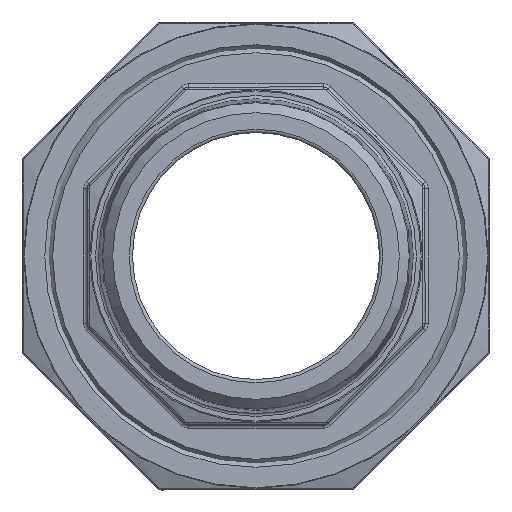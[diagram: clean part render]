
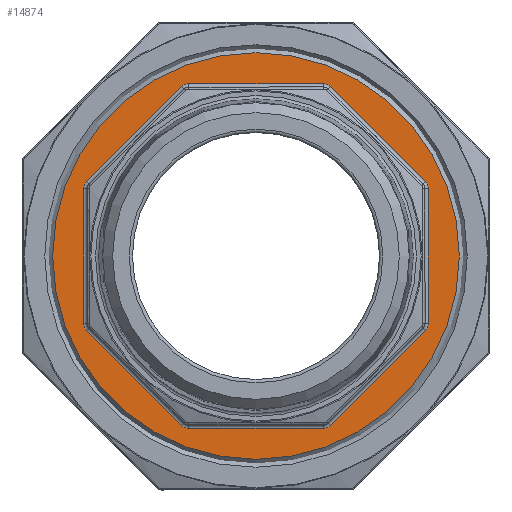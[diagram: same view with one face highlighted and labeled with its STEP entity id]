
A CAD part, left-side view. The second image highlights one B-rep face of the part: STEP entity #14874.
In plain terms, the highlighted planar face has unit normal (-1, 0, 0).
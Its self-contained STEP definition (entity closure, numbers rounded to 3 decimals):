
#119 = DIRECTION ( 'NONE',  ( 0., 0., -1. ) ) ;
#134 = EDGE_CURVE ( 'NONE', #1412, #9210, #5057, .T. ) ;
#255 = VECTOR ( 'NONE', #119, 1000. ) ;
#715 = ORIENTED_EDGE ( 'NONE', *, *, #7775, .T. ) ;
#732 = CARTESIAN_POINT ( 'NONE',  ( -13.5, 10.355, -25. ) ) ;
#785 = EDGE_CURVE ( 'NONE', #10692, #6722, #16180, .T. ) ;
#990 = CARTESIAN_POINT ( 'NONE',  ( -13.5, 25., -10.355 ) ) ;
#1023 = CARTESIAN_POINT ( 'NONE',  ( -13.5, -10.355, 25. ) ) ;
#1096 = CIRCLE ( 'NONE', #6326, 1.5 ) ;
#1364 = CARTESIAN_POINT ( 'NONE',  ( -13.5, 10.355, -26.5 ) ) ;
#1374 = CARTESIAN_POINT ( 'NONE',  ( -13.5, 0., 0. ) ) ;
#1412 = VERTEX_POINT ( 'NONE', #16678 ) ;
#1474 = CARTESIAN_POINT ( 'NONE',  ( -13.5, 11.416, -26.061 ) ) ;
#1582 = LINE ( 'NONE', #13998, #255 ) ;
#1586 = DIRECTION ( 'NONE',  ( 0., 0., -1. ) ) ;
#1711 = CARTESIAN_POINT ( 'NONE',  ( -13.5, -25., 10.355 ) ) ;
#1766 = ORIENTED_EDGE ( 'NONE', *, *, #2951, .T. ) ;
#2189 = AXIS2_PLACEMENT_3D ( 'NONE', #990, #11813, #18069 ) ;
#2257 = VECTOR ( 'NONE', #17492, 1000. ) ;
#2286 = DIRECTION ( 'NONE',  ( 1., 0., 0. ) ) ;
#2550 = EDGE_CURVE ( 'NONE', #14698, #1412, #11295, .T. ) ;
#2765 = CARTESIAN_POINT ( 'NONE',  ( -13.5, 26.061, 11.416 ) ) ;
#2903 = AXIS2_PLACEMENT_3D ( 'NONE', #1711, #18295, #4273 ) ;
#2951 = EDGE_CURVE ( 'NONE', #14085, #8063, #11061, .T. ) ;
#3156 = CARTESIAN_POINT ( 'NONE',  ( -13.5, -10.355, 26.5 ) ) ;
#3367 = ORIENTED_EDGE ( 'NONE', *, *, #134, .T. ) ;
#3517 = ORIENTED_EDGE ( 'NONE', *, *, #3564, .T. ) ;
#3564 = EDGE_CURVE ( 'NONE', #9210, #14918, #5219, .T. ) ;
#3566 = AXIS2_PLACEMENT_3D ( 'NONE', #13176, #8797, #7078 ) ;
#3892 = VERTEX_POINT ( 'NONE', #9095 ) ;
#4080 = DIRECTION ( 'NONE',  ( 0., -0.707, -0.707 ) ) ;
#4101 = DIRECTION ( 'NONE',  ( 0., 0., 1. ) ) ;
#4166 = LINE ( 'NONE', #16722, #16376 ) ;
#4189 = VERTEX_POINT ( 'NONE', #17240 ) ;
#4231 = DIRECTION ( 'NONE',  ( 1., 0., 0. ) ) ;
#4273 = DIRECTION ( 'NONE',  ( 0., 0., 1. ) ) ;
#4375 = VECTOR ( 'NONE', #15925, 1000. ) ;
#4429 = DIRECTION ( 'NONE',  ( 1., 0., 0. ) ) ;
#4560 = VERTEX_POINT ( 'NONE', #18445 ) ;
#4726 = PLANE ( 'NONE',  #20093 ) ;
#4751 = ORIENTED_EDGE ( 'NONE', *, *, #8432, .T. ) ;
#4853 = CARTESIAN_POINT ( 'NONE',  ( -13.5, 11.416, 26.061 ) ) ;
#4856 = CIRCLE ( 'NONE', #16928, 31.275 ) ;
#4964 = DIRECTION ( 'NONE',  ( 0., -1., 0. ) ) ;
#5057 = LINE ( 'NONE', #17412, #8016 ) ;
#5063 = ORIENTED_EDGE ( 'NONE', *, *, #5298, .T. ) ;
#5117 = CARTESIAN_POINT ( 'NONE',  ( -13.5, 26.5, 10.355 ) ) ;
#5203 = VERTEX_POINT ( 'NONE', #17261 ) ;
#5219 = CIRCLE ( 'NONE', #19292, 1.5 ) ;
#5298 = EDGE_CURVE ( 'NONE', #10562, #10692, #12491, .T. ) ;
#5529 = VERTEX_POINT ( 'NONE', #14427 ) ;
#5673 = CARTESIAN_POINT ( 'NONE',  ( -13.5, -11.416, -26.061 ) ) ;
#6126 = EDGE_CURVE ( 'NONE', #6722, #3892, #4166, .T. ) ;
#6258 = CARTESIAN_POINT ( 'NONE',  ( -13.5, -11.416, -26.061 ) ) ;
#6326 = AXIS2_PLACEMENT_3D ( 'NONE', #9069, #10890, #12315 ) ;
#6373 = CIRCLE ( 'NONE', #17806, 1.5 ) ;
#6722 = VERTEX_POINT ( 'NONE', #16384 ) ;
#6778 = VERTEX_POINT ( 'NONE', #18838 ) ;
#6964 = DIRECTION ( 'NONE',  ( 0., 0., 1. ) ) ;
#7078 = DIRECTION ( 'NONE',  ( 0., 0., 1. ) ) ;
#7775 = EDGE_CURVE ( 'NONE', #8063, #14698, #11101, .T. ) ;
#7927 = CARTESIAN_POINT ( 'NONE',  ( -13.5, 26.061, -11.416 ) ) ;
#8016 = VECTOR ( 'NONE', #12682, 1000. ) ;
#8049 = ORIENTED_EDGE ( 'NONE', *, *, #18263, .T. ) ;
#8063 = VERTEX_POINT ( 'NONE', #1474 ) ;
#8430 = CARTESIAN_POINT ( 'NONE',  ( -13.5, 26.061, -11.416 ) ) ;
#8432 = EDGE_CURVE ( 'NONE', #16109, #6778, #6373, .T. ) ;
#8797 = DIRECTION ( 'NONE',  ( 1., 0., 0. ) ) ;
#9069 = CARTESIAN_POINT ( 'NONE',  ( -13.5, -25., -10.355 ) ) ;
#9073 = CIRCLE ( 'NONE', #2903, 1.5 ) ;
#9095 = CARTESIAN_POINT ( 'NONE',  ( -13.5, -26.061, 11.416 ) ) ;
#9210 = VERTEX_POINT ( 'NONE', #5117 ) ;
#9641 = AXIS2_PLACEMENT_3D ( 'NONE', #1023, #18005, #4101 ) ;
#10168 = CARTESIAN_POINT ( 'NONE',  ( -13.5, 10.355, 26.5 ) ) ;
#10320 = EDGE_LOOP ( 'NONE', ( #17359 ) ) ;
#10428 = DIRECTION ( 'NONE',  ( 0., 0., 1. ) ) ;
#10562 = VERTEX_POINT ( 'NONE', #10168 ) ;
#10692 = VERTEX_POINT ( 'NONE', #14115 ) ;
#10890 = DIRECTION ( 'NONE',  ( 1., 0., 0. ) ) ;
#10947 = FACE_BOUND ( 'NONE', #13928, .T. ) ;
#11061 = CIRCLE ( 'NONE', #17266, 1.5 ) ;
#11101 = LINE ( 'NONE', #7927, #4375 ) ;
#11294 = ORIENTED_EDGE ( 'NONE', *, *, #17699, .T. ) ;
#11295 = CIRCLE ( 'NONE', #2189, 1.5 ) ;
#11421 = ORIENTED_EDGE ( 'NONE', *, *, #6126, .T. ) ;
#11813 = DIRECTION ( 'NONE',  ( 1., 0., 0. ) ) ;
#11842 = DIRECTION ( 'NONE',  ( -1., 0., 0. ) ) ;
#11976 = ORIENTED_EDGE ( 'NONE', *, *, #19009, .T. ) ;
#12111 = DIRECTION ( 'NONE',  ( 0., 0., 1. ) ) ;
#12151 = CARTESIAN_POINT ( 'NONE',  ( -13.5, 10.355, -26.5 ) ) ;
#12315 = DIRECTION ( 'NONE',  ( 0., 0., 1. ) ) ;
#12335 = VECTOR ( 'NONE', #19640, 1000. ) ;
#12491 = LINE ( 'NONE', #3156, #16901 ) ;
#12662 = LINE ( 'NONE', #6258, #2257 ) ;
#12682 = DIRECTION ( 'NONE',  ( 0., 0., 1. ) ) ;
#13176 = CARTESIAN_POINT ( 'NONE',  ( -13.5, 10.355, 25. ) ) ;
#13448 = CARTESIAN_POINT ( 'NONE',  ( -13.5, 31.275, 0. ) ) ;
#13624 = VECTOR ( 'NONE', #18438, 1000. ) ;
#13928 = EDGE_LOOP ( 'NONE', ( #17343, #11976, #5063, #15871, #11421, #18105, #11294, #15441, #8049, #4751, #16847, #1766, #715, #17571, #3367, #3517 ) ) ;
#13998 = CARTESIAN_POINT ( 'NONE',  ( -13.5, -26.5, -10.355 ) ) ;
#14085 = VERTEX_POINT ( 'NONE', #12151 ) ;
#14115 = CARTESIAN_POINT ( 'NONE',  ( -13.5, -10.355, 26.5 ) ) ;
#14241 = EDGE_CURVE ( 'NONE', #4189, #4560, #1096, .T. ) ;
#14427 = CARTESIAN_POINT ( 'NONE',  ( -13.5, -26.5, 10.355 ) ) ;
#14698 = VERTEX_POINT ( 'NONE', #8430 ) ;
#14874 = ADVANCED_FACE ( 'NONE', ( #10947, #18748 ), #4726, .T. ) ;
#14918 = VERTEX_POINT ( 'NONE', #2765 ) ;
#14943 = CIRCLE ( 'NONE', #3566, 1.5 ) ;
#15054 = CARTESIAN_POINT ( 'NONE',  ( -13.5, 25., 10.355 ) ) ;
#15398 = CARTESIAN_POINT ( 'NONE',  ( -13.5, -10.355, -25. ) ) ;
#15441 = ORIENTED_EDGE ( 'NONE', *, *, #14241, .T. ) ;
#15871 = ORIENTED_EDGE ( 'NONE', *, *, #785, .T. ) ;
#15925 = DIRECTION ( 'NONE',  ( 0., 0.707, 0.707 ) ) ;
#16109 = VERTEX_POINT ( 'NONE', #5673 ) ;
#16180 = CIRCLE ( 'NONE', #9641, 1.5 ) ;
#16376 = VECTOR ( 'NONE', #4080, 1000. ) ;
#16384 = CARTESIAN_POINT ( 'NONE',  ( -13.5, -11.416, 26.061 ) ) ;
#16678 = CARTESIAN_POINT ( 'NONE',  ( -13.5, 26.5, -10.355 ) ) ;
#16722 = CARTESIAN_POINT ( 'NONE',  ( -13.5, -26.061, 11.416 ) ) ;
#16751 = VERTEX_POINT ( 'NONE', #4853 ) ;
#16789 = LINE ( 'NONE', #1364, #13624 ) ;
#16847 = ORIENTED_EDGE ( 'NONE', *, *, #18057, .T. ) ;
#16901 = VECTOR ( 'NONE', #4964, 1000. ) ;
#16928 = AXIS2_PLACEMENT_3D ( 'NONE', #1374, #4429, #1586 ) ;
#17240 = CARTESIAN_POINT ( 'NONE',  ( -13.5, -26.5, -10.355 ) ) ;
#17261 = CARTESIAN_POINT ( 'NONE',  ( -13.5, 0., -31.275 ) ) ;
#17266 = AXIS2_PLACEMENT_3D ( 'NONE', #732, #2286, #6964 ) ;
#17343 = ORIENTED_EDGE ( 'NONE', *, *, #18413, .T. ) ;
#17359 = ORIENTED_EDGE ( 'NONE', *, *, #19660, .F. ) ;
#17412 = CARTESIAN_POINT ( 'NONE',  ( -13.5, 26.5, 10.355 ) ) ;
#17492 = DIRECTION ( 'NONE',  ( 0., 0.707, -0.707 ) ) ;
#17571 = ORIENTED_EDGE ( 'NONE', *, *, #2550, .T. ) ;
#17699 = EDGE_CURVE ( 'NONE', #5529, #4189, #1582, .T. ) ;
#17806 = AXIS2_PLACEMENT_3D ( 'NONE', #15398, #19946, #12111 ) ;
#18005 = DIRECTION ( 'NONE',  ( 1., 0., 0. ) ) ;
#18057 = EDGE_CURVE ( 'NONE', #6778, #14085, #16789, .T. ) ;
#18069 = DIRECTION ( 'NONE',  ( 0., 0., 1. ) ) ;
#18105 = ORIENTED_EDGE ( 'NONE', *, *, #19432, .T. ) ;
#18197 = DIRECTION ( 'NONE',  ( 0., 0., 1. ) ) ;
#18263 = EDGE_CURVE ( 'NONE', #4560, #16109, #12662, .T. ) ;
#18267 = LINE ( 'NONE', #19738, #12335 ) ;
#18295 = DIRECTION ( 'NONE',  ( 1., 0., 0. ) ) ;
#18413 = EDGE_CURVE ( 'NONE', #14918, #16751, #18267, .T. ) ;
#18438 = DIRECTION ( 'NONE',  ( 0., 1., 0. ) ) ;
#18445 = CARTESIAN_POINT ( 'NONE',  ( -13.5, -26.061, -11.416 ) ) ;
#18748 = FACE_OUTER_BOUND ( 'NONE', #10320, .T. ) ;
#18838 = CARTESIAN_POINT ( 'NONE',  ( -13.5, -10.355, -26.5 ) ) ;
#19009 = EDGE_CURVE ( 'NONE', #16751, #10562, #14943, .T. ) ;
#19292 = AXIS2_PLACEMENT_3D ( 'NONE', #15054, #4231, #10428 ) ;
#19432 = EDGE_CURVE ( 'NONE', #3892, #5529, #9073, .T. ) ;
#19640 = DIRECTION ( 'NONE',  ( 0., -0.707, 0.707 ) ) ;
#19660 = EDGE_CURVE ( 'NONE', #5203, #5203, #4856, .T. ) ;
#19738 = CARTESIAN_POINT ( 'NONE',  ( -13.5, 11.416, 26.061 ) ) ;
#19946 = DIRECTION ( 'NONE',  ( 1., 0., 0. ) ) ;
#20093 = AXIS2_PLACEMENT_3D ( 'NONE', #13448, #11842, #18197 ) ;
